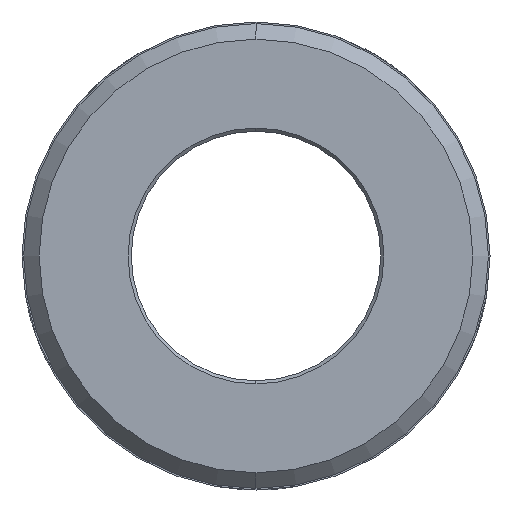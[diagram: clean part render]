
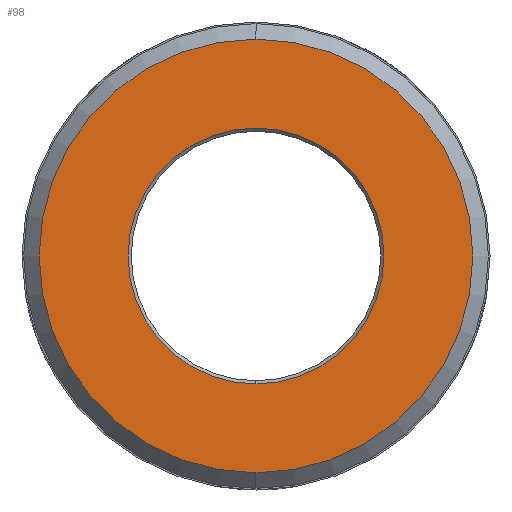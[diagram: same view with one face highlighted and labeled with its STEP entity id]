
A CAD part, left-side view. The second image highlights one B-rep face of the part: STEP entity #98.
In plain terms, the highlighted planar face has unit normal (-1, 0, 0).
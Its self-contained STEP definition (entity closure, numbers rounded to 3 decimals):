
#98=ADVANCED_FACE('NONE',(#213,#214),#215,.F.);
#213=FACE_OUTER_BOUND('',#342,.T.);
#214=FACE_BOUND('',#343,.T.);
#215=PLANE('',#344);
#342=EDGE_LOOP('',(#569,#570));
#343=EDGE_LOOP('',(#571,#572));
#344=AXIS2_PLACEMENT_3D('',#573,#574,#575);
#569=ORIENTED_EDGE('',*,*,#772,.T.);
#570=ORIENTED_EDGE('',*,*,#795,.T.);
#571=ORIENTED_EDGE('',*,*,#759,.T.);
#572=ORIENTED_EDGE('',*,*,#806,.T.);
#573=CARTESIAN_POINT('',(-12.0,6.95,0.0));
#574=DIRECTION('',(1.0,0.0,0.0));
#575=DIRECTION('',(0.0,1.0,-0.0));
#759=EDGE_CURVE('NONE',#913,#910,#914,.T.);
#772=EDGE_CURVE('NONE',#934,#931,#935,.T.);
#795=EDGE_CURVE('NONE',#931,#934,#967,.T.);
#806=EDGE_CURVE('NONE',#910,#913,#979,.T.);
#910=VERTEX_POINT('',#1167);
#913=VERTEX_POINT('NONE',#1171);
#914=CIRCLE('',#1172,4.1);
#931=VERTEX_POINT('',#1194);
#934=VERTEX_POINT('NONE',#1198);
#935=CIRCLE('',#1199,6.95);
#967=CIRCLE('',#1323,6.95);
#979=CIRCLE('',#1335,4.1);
#1167=CARTESIAN_POINT('',(-12.0,0.,4.1));
#1171=CARTESIAN_POINT('',(-12.0,0.0,-4.1));
#1172=AXIS2_PLACEMENT_3D('',#1414,#1415,#1416);
#1194=CARTESIAN_POINT('',(-12.0,0.,-6.95));
#1198=CARTESIAN_POINT('',(-12.0,0.0,6.95));
#1199=AXIS2_PLACEMENT_3D('',#1432,#1433,#1434);
#1323=AXIS2_PLACEMENT_3D('',#1466,#1467,#1468);
#1335=AXIS2_PLACEMENT_3D('',#1487,#1488,#1489);
#1414=CARTESIAN_POINT('',(-12.0,0.0,0.0));
#1415=DIRECTION('',(1.0,0.0,0.0));
#1416=DIRECTION('',(0.0,0.0,-1.0));
#1432=CARTESIAN_POINT('',(-12.0,0.0,0.0));
#1433=DIRECTION('',(-1.0,0.0,0.0));
#1434=DIRECTION('',(0.0,0.0,1.0));
#1466=CARTESIAN_POINT('',(-12.0,0.0,0.0));
#1467=DIRECTION('',(-1.0,0.0,0.0));
#1468=DIRECTION('',(0.0,0.0,1.0));
#1487=CARTESIAN_POINT('',(-12.0,0.0,0.0));
#1488=DIRECTION('',(1.0,0.0,0.0));
#1489=DIRECTION('',(0.0,0.0,-1.0));
